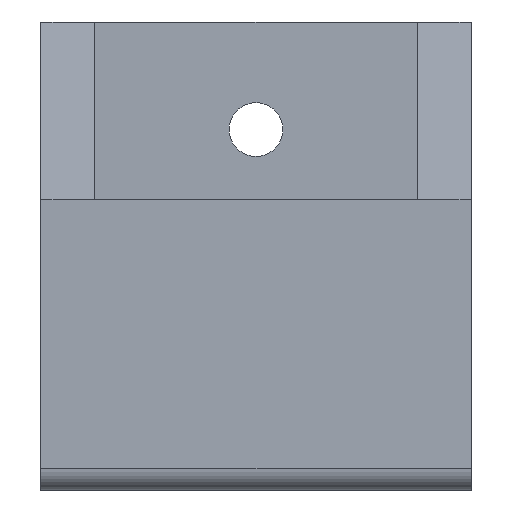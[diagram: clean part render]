
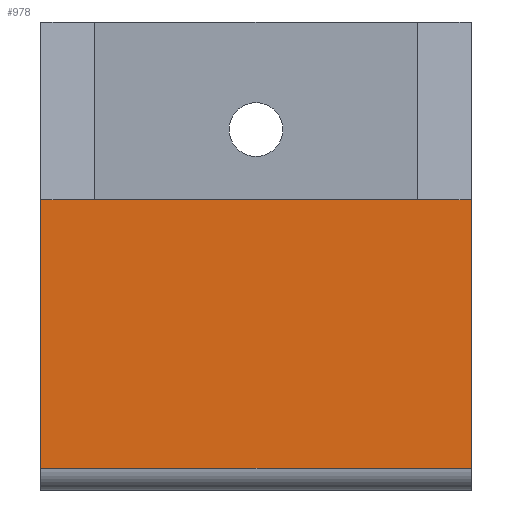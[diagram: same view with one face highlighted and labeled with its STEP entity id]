
A CAD part, left-side view. The second image highlights one B-rep face of the part: STEP entity #978.
In plain terms, the highlighted planar face has unit normal (-1, 0, 0).
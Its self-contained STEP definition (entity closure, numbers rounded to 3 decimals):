
#397=CARTESIAN_POINT('',(-53.5,40.,-21.5));
#398=VERTEX_POINT('',#397);
#416=CARTESIAN_POINT('',(-53.5,0.,-21.5));
#417=VERTEX_POINT('',#416);
#425=CARTESIAN_POINT('',(-53.5,0.,-21.5));
#426=DIRECTION('',(0.,1.,0.));
#427=VECTOR('',#426,400.);
#428=LINE('',#425,#427);
#429=EDGE_CURVE('',#417,#398,#428,.T.);
#452=CARTESIAN_POINT('',(-53.5,0.,3.5));
#453=VERTEX_POINT('',#452);
#460=CARTESIAN_POINT('',(-53.5,0.,3.5));
#461=DIRECTION('',(0.,0.,-1.));
#462=VECTOR('',#461,250.);
#463=LINE('',#460,#462);
#464=EDGE_CURVE('',#453,#417,#463,.T.);
#626=CARTESIAN_POINT('',(-53.5,5.,3.5));
#627=VERTEX_POINT('',#626);
#634=CARTESIAN_POINT('',(-53.5,0.,3.5));
#635=DIRECTION('',(0.,1.,0.));
#636=VECTOR('',#635,50.);
#637=LINE('',#634,#636);
#638=EDGE_CURVE('',#453,#627,#637,.T.);
#757=CARTESIAN_POINT('',(-53.5,35.,3.5));
#758=VERTEX_POINT('',#757);
#775=CARTESIAN_POINT('',(-53.5,40.,3.5));
#776=VERTEX_POINT('',#775);
#783=CARTESIAN_POINT('',(-53.5,350.,3.5));
#784=DIRECTION('',(0.,1.,0.));
#785=VECTOR('',#784,50.);
#786=LINE('',#783,#785);
#787=EDGE_CURVE('',#758,#776,#786,.T.);
#860=CARTESIAN_POINT('',(-53.5,50.,3.5));
#861=DIRECTION('',(0.,1.,0.));
#862=VECTOR('',#861,300.);
#863=LINE('',#860,#862);
#864=EDGE_CURVE('',#627,#758,#863,.T.);
#960=CARTESIAN_POINT('',(-53.5,0.,-10.));
#961=DIRECTION('',(-1.,0.,0.));
#962=DIRECTION('',(0.,0.,1.));
#963=AXIS2_PLACEMENT_3D('',#960,#961,#962);
#964=PLANE('',#963);
#965=ORIENTED_EDGE('',*,*,#429,.F.);
#966=ORIENTED_EDGE('',*,*,#464,.F.);
#967=ORIENTED_EDGE('',*,*,#638,.T.);
#968=ORIENTED_EDGE('',*,*,#864,.T.);
#969=ORIENTED_EDGE('',*,*,#787,.T.);
#970=CARTESIAN_POINT('',(-53.5,40.,3.5));
#971=DIRECTION('',(0.,0.,-1.));
#972=VECTOR('',#971,250.);
#973=LINE('',#970,#972);
#974=EDGE_CURVE('',#776,#398,#973,.T.);
#975=ORIENTED_EDGE('',*,*,#974,.T.);
#976=EDGE_LOOP('',(#965,#966,#967,#968,#969,#975));
#977=FACE_BOUND('',#976,.T.);
#978=ADVANCED_FACE('',(#977),#964,.T.);
